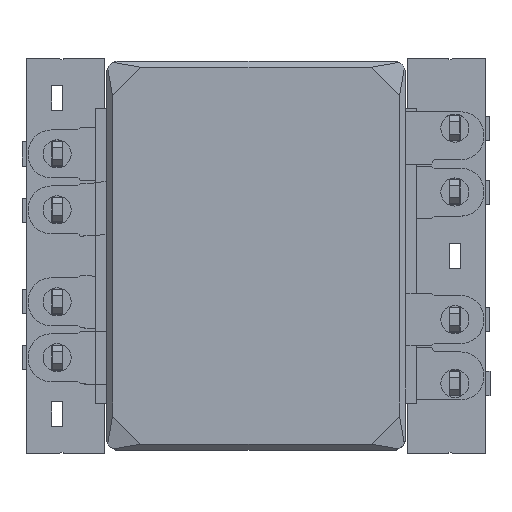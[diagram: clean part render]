
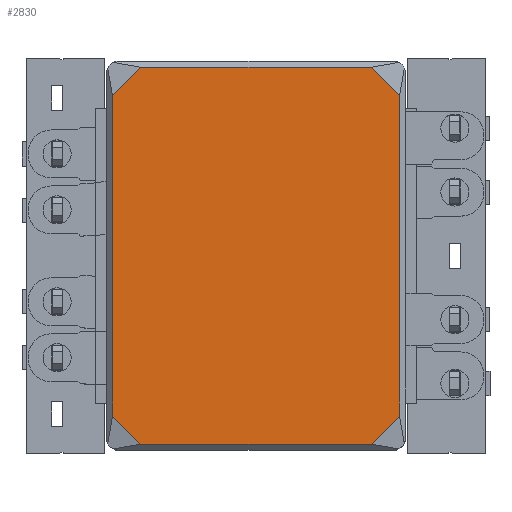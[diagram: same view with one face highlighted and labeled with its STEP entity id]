
A CAD part, top view. The second image highlights one B-rep face of the part: STEP entity #2830.
In plain terms, the highlighted planar face has unit normal (0, 0, 1).
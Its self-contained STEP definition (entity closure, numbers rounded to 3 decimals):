
#1 = DIRECTION ( 'NONE',  ( -1., 0., 0. ) ) ;
#14 = CARTESIAN_POINT ( 'NONE',  ( 14.6, -17.68, 0. ) ) ;
#103 = LINE ( 'NONE', #2677, #6073 ) ;
#151 = ORIENTED_EDGE ( 'NONE', *, *, #1032, .T. ) ;
#407 = VECTOR ( 'NONE', #2095, 1000. ) ;
#501 = EDGE_CURVE ( 'NONE', #5771, #1777, #4968, .T. ) ;
#676 = FACE_OUTER_BOUND ( 'NONE', #7139, .T. ) ;
#728 = LINE ( 'NONE', #5755, #3175 ) ;
#959 = VERTEX_POINT ( 'NONE', #8279 ) ;
#1032 = EDGE_CURVE ( 'NONE', #2695, #7435, #5284, .T. ) ;
#1188 = DIRECTION ( 'NONE',  ( 1., 0., 0. ) ) ;
#1676 = VECTOR ( 'NONE', #2425, 1000. ) ;
#1725 = VERTEX_POINT ( 'NONE', #2433 ) ;
#1777 = VERTEX_POINT ( 'NONE', #6283 ) ;
#1823 = CARTESIAN_POINT ( 'NONE',  ( -8.69, -8.69, 0. ) ) ;
#1846 = CARTESIAN_POINT ( 'NONE',  ( 16.14, -16.14, 0. ) ) ;
#1898 = EDGE_CURVE ( 'NONE', #1777, #959, #103, .T. ) ;
#1957 = ORIENTED_EDGE ( 'NONE', *, *, #501, .T. ) ;
#1997 = DIRECTION ( 'NONE',  ( 0., 1., 0. ) ) ;
#2026 = CARTESIAN_POINT ( 'NONE',  ( 13.2, -0.3, 0. ) ) ;
#2092 = AXIS2_PLACEMENT_3D ( 'NONE', #7017, #3840, #1188 ) ;
#2095 = DIRECTION ( 'NONE',  ( -0.707, -0.707, 0. ) ) ;
#2425 = DIRECTION ( 'NONE',  ( 0.707, -0.707, 0. ) ) ;
#2433 = CARTESIAN_POINT ( 'NONE',  ( 14.6, -1.7, 0. ) ) ;
#2596 = DIRECTION ( 'NONE',  ( -0.707, 0.707, 0. ) ) ;
#2677 = CARTESIAN_POINT ( 'NONE',  ( 0., -19.08, 0. ) ) ;
#2679 = CARTESIAN_POINT ( 'NONE',  ( 14.6, 0., 0. ) ) ;
#2695 = VERTEX_POINT ( 'NONE', #4136 ) ;
#2830 = ADVANCED_FACE ( 'NONE', ( #676 ), #8319, .T. ) ;
#3009 = VECTOR ( 'NONE', #4431, 1000. ) ;
#3175 = VECTOR ( 'NONE', #1, 1000. ) ;
#3277 = LINE ( 'NONE', #3877, #3885 ) ;
#3292 = ORIENTED_EDGE ( 'NONE', *, *, #1898, .T. ) ;
#3610 = EDGE_CURVE ( 'NONE', #3941, #2695, #728, .T. ) ;
#3840 = DIRECTION ( 'NONE',  ( 0., 0., 1. ) ) ;
#3877 = CARTESIAN_POINT ( 'NONE',  ( 6.45, 6.45, 0. ) ) ;
#3885 = VECTOR ( 'NONE', #2596, 1000. ) ;
#3941 = VERTEX_POINT ( 'NONE', #2026 ) ;
#4136 = CARTESIAN_POINT ( 'NONE',  ( 1.7, -0.3, 0. ) ) ;
#4431 = DIRECTION ( 'NONE',  ( 0.707, 0.707, 0. ) ) ;
#4510 = LINE ( 'NONE', #1846, #3009 ) ;
#4638 = EDGE_CURVE ( 'NONE', #959, #5104, #4510, .T. ) ;
#4919 = CARTESIAN_POINT ( 'NONE',  ( 0.3, -17.68, 0. ) ) ;
#4968 = LINE ( 'NONE', #1823, #1676 ) ;
#5104 = VERTEX_POINT ( 'NONE', #14 ) ;
#5113 = EDGE_CURVE ( 'NONE', #5104, #1725, #7128, .T. ) ;
#5117 = CARTESIAN_POINT ( 'NONE',  ( 0.3, 0., 0. ) ) ;
#5243 = LINE ( 'NONE', #5117, #6984 ) ;
#5284 = LINE ( 'NONE', #7300, #407 ) ;
#5601 = ORIENTED_EDGE ( 'NONE', *, *, #5113, .T. ) ;
#5623 = ORIENTED_EDGE ( 'NONE', *, *, #7628, .T. ) ;
#5755 = CARTESIAN_POINT ( 'NONE',  ( 0., -0.3, 0. ) ) ;
#5771 = VERTEX_POINT ( 'NONE', #4919 ) ;
#5981 = ORIENTED_EDGE ( 'NONE', *, *, #4638, .T. ) ;
#6073 = VECTOR ( 'NONE', #7164, 1000. ) ;
#6283 = CARTESIAN_POINT ( 'NONE',  ( 1.7, -19.08, 0. ) ) ;
#6898 = CARTESIAN_POINT ( 'NONE',  ( 0.3, -1.7, 0. ) ) ;
#6984 = VECTOR ( 'NONE', #7689, 1000. ) ;
#7017 = CARTESIAN_POINT ( 'NONE',  ( 0., 0., 0. ) ) ;
#7128 = LINE ( 'NONE', #2679, #8258 ) ;
#7139 = EDGE_LOOP ( 'NONE', ( #8241, #8114, #151, #5623, #1957, #3292, #5981, #5601 ) ) ;
#7164 = DIRECTION ( 'NONE',  ( 1., 0., 0. ) ) ;
#7300 = CARTESIAN_POINT ( 'NONE',  ( 1., -1., 0. ) ) ;
#7435 = VERTEX_POINT ( 'NONE', #6898 ) ;
#7628 = EDGE_CURVE ( 'NONE', #7435, #5771, #5243, .T. ) ;
#7689 = DIRECTION ( 'NONE',  ( 0., -1., 0. ) ) ;
#7992 = EDGE_CURVE ( 'NONE', #1725, #3941, #3277, .T. ) ;
#8114 = ORIENTED_EDGE ( 'NONE', *, *, #3610, .T. ) ;
#8241 = ORIENTED_EDGE ( 'NONE', *, *, #7992, .T. ) ;
#8258 = VECTOR ( 'NONE', #1997, 1000. ) ;
#8279 = CARTESIAN_POINT ( 'NONE',  ( 13.2, -19.08, 0. ) ) ;
#8319 = PLANE ( 'NONE',  #2092 ) ;
